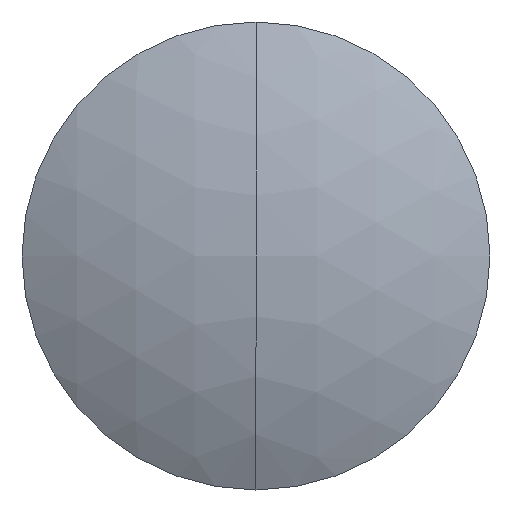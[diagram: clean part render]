
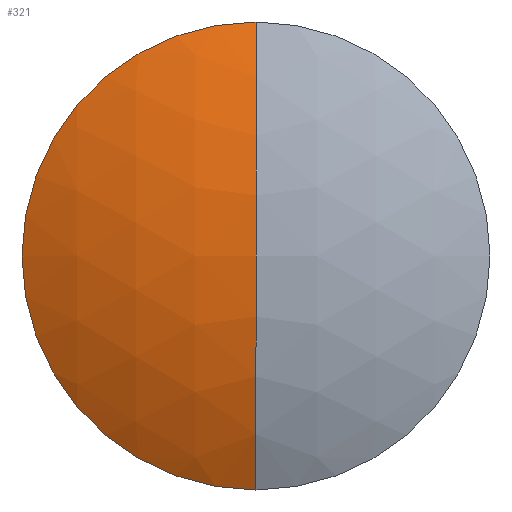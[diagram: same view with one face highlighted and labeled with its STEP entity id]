
A CAD part, left-side view. The second image highlights one B-rep face of the part: STEP entity #321.
In plain terms, the highlighted spherical face has radius 54.9 mm.
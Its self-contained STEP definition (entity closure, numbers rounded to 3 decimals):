
#19 = CARTESIAN_POINT ( 'NONE',  ( 354.711, 0., 0. ) ) ;
#21 = EDGE_LOOP ( 'NONE', ( #250, #288, #291 ) ) ;
#37 = EDGE_CURVE ( 'NONE', #229, #272, #187, .T. ) ;
#42 = CIRCLE ( 'NONE', #106, 54.9 ) ;
#51 = DIRECTION ( 'NONE',  ( 0., 0., 1. ) ) ;
#62 = CARTESIAN_POINT ( 'NONE',  ( 306.04, 0., 25.4 ) ) ;
#72 = CIRCLE ( 'NONE', #265, 54.9 ) ;
#102 = CARTESIAN_POINT ( 'NONE',  ( 299.811, 0., 0. ) ) ;
#103 = CARTESIAN_POINT ( 'NONE',  ( 354.711, 0., 0. ) ) ;
#106 = AXIS2_PLACEMENT_3D ( 'NONE', #128, #266, #292 ) ;
#119 = CARTESIAN_POINT ( 'NONE',  ( 306.04, 0., 0. ) ) ;
#122 = DIRECTION ( 'NONE',  ( 0., -1., 0. ) ) ;
#128 = CARTESIAN_POINT ( 'NONE',  ( 354.711, 0., 0. ) ) ;
#138 = DIRECTION ( 'NONE',  ( 0., 0., -1. ) ) ;
#140 = SPHERICAL_SURFACE ( 'NONE', #228, 54.9 ) ;
#145 = DIRECTION ( 'NONE',  ( 0., 1., 0. ) ) ;
#167 = DIRECTION ( 'NONE',  ( -1., 0., 0. ) ) ;
#187 = CIRCLE ( 'NONE', #209, 25.4 ) ;
#204 = FACE_OUTER_BOUND ( 'NONE', #21, .T. ) ;
#208 = CARTESIAN_POINT ( 'NONE',  ( 306.04, 0., -25.4 ) ) ;
#209 = AXIS2_PLACEMENT_3D ( 'NONE', #119, #167, #51 ) ;
#228 = AXIS2_PLACEMENT_3D ( 'NONE', #103, #145, #275 ) ;
#229 = VERTEX_POINT ( 'NONE', #62 ) ;
#247 = EDGE_CURVE ( 'NONE', #229, #305, #72, .T. ) ;
#250 = ORIENTED_EDGE ( 'NONE', *, *, #37, .T. ) ;
#265 = AXIS2_PLACEMENT_3D ( 'NONE', #19, #122, #138 ) ;
#266 = DIRECTION ( 'NONE',  ( 0., 1., 0. ) ) ;
#272 = VERTEX_POINT ( 'NONE', #208 ) ;
#275 = DIRECTION ( 'NONE',  ( 0., 0., 1. ) ) ;
#288 = ORIENTED_EDGE ( 'NONE', *, *, #319, .T. ) ;
#291 = ORIENTED_EDGE ( 'NONE', *, *, #247, .F. ) ;
#292 = DIRECTION ( 'NONE',  ( 0., 0., 1. ) ) ;
#305 = VERTEX_POINT ( 'NONE', #102 ) ;
#319 = EDGE_CURVE ( 'NONE', #272, #305, #42, .T. ) ;
#321 = ADVANCED_FACE ( 'NONE', ( #204 ), #140, .T. ) ;
